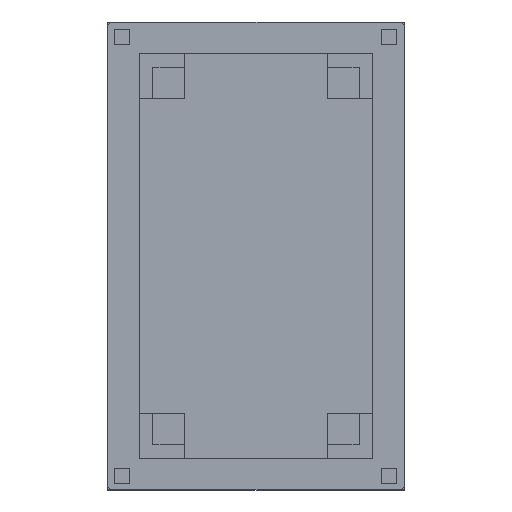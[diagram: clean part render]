
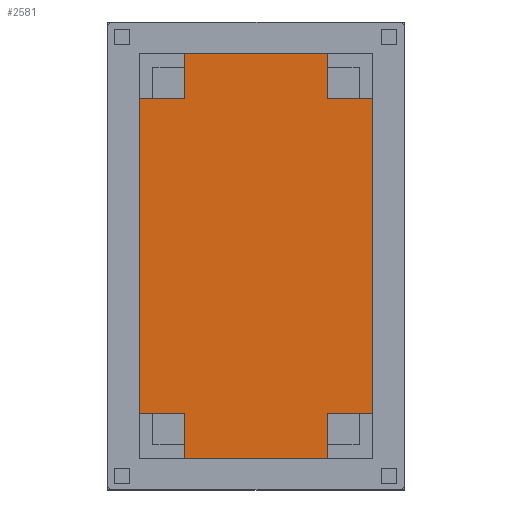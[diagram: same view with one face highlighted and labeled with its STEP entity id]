
A CAD part, top view. The second image highlights one B-rep face of the part: STEP entity #2581.
In plain terms, the highlighted planar face has unit normal (0, 0, 1).
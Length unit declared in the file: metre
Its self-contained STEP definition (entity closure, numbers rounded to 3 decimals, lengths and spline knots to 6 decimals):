
#405=ORIENTED_EDGE('',*,*,#895,.T.);
#406=ORIENTED_EDGE('',*,*,#904,.T.);
#407=ORIENTED_EDGE('',*,*,#901,.F.);
#408=ORIENTED_EDGE('',*,*,#898,.F.);
#895=EDGE_CURVE('',#1176,#1175,#1455,.T.);
#898=EDGE_CURVE('',#1176,#1178,#1458,.T.);
#901=EDGE_CURVE('',#1178,#1180,#1461,.T.);
#904=EDGE_CURVE('',#1175,#1180,#1464,.T.);
#1175=VERTEX_POINT('',#4662);
#1176=VERTEX_POINT('',#4664);
#1178=VERTEX_POINT('',#4670);
#1180=VERTEX_POINT('',#4676);
#1455=LINE('',#4663,#1783);
#1458=LINE('',#4669,#1786);
#1461=LINE('',#4675,#1789);
#1464=LINE('',#4680,#1792);
#1783=VECTOR('',#3970,1.);
#1786=VECTOR('',#3975,1.);
#1789=VECTOR('',#3980,1.);
#1792=VECTOR('',#3985,1.);
#2023=EDGE_LOOP('',(#405,#406,#407,#408));
#2179=FACE_BOUND('',#2023,.T.);
#2333=PLANE('',#3546);
#2581=ADVANCED_FACE('Face appearance 14',(#2179),#2333,.F.);
#3546=AXIS2_PLACEMENT_3D('',#4681,#3986,#3987);
#3970=DIRECTION('',(1.,0.,0.));
#3975=DIRECTION('',(0.,1.,0.));
#3980=DIRECTION('',(1.,0.,0.));
#3985=DIRECTION('',(0.,1.,0.));
#3986=DIRECTION('',(0.,0.,-1.));
#3987=DIRECTION('',(1.,0.,0.));
#4662=CARTESIAN_POINT('',(0.14075,-0.128077,-0.005));
#4663=CARTESIAN_POINT('',(0.094017,-0.128077,-0.005));
#4664=CARTESIAN_POINT('',(0.089017,-0.128077,-0.005));
#4669=CARTESIAN_POINT('',(0.089017,-0.043325,-0.005));
#4670=CARTESIAN_POINT('',(0.089017,-0.038325,-0.005));
#4675=CARTESIAN_POINT('',(0.13575,-0.038325,-0.005));
#4676=CARTESIAN_POINT('',(0.14075,-0.038325,-0.005));
#4680=CARTESIAN_POINT('',(0.14075,-0.123077,-0.005));
#4681=CARTESIAN_POINT('',(0.114884,-0.083201,-0.005));
